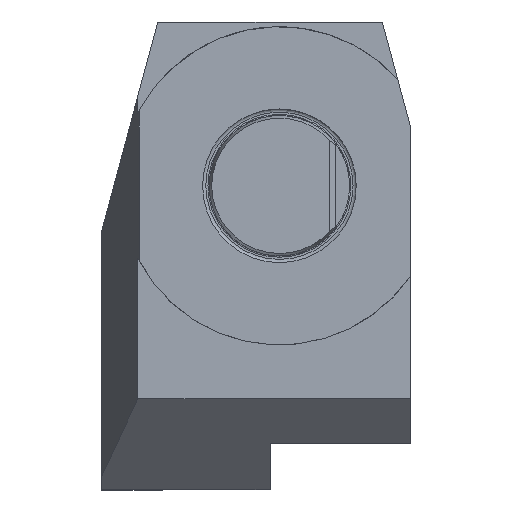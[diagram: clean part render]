
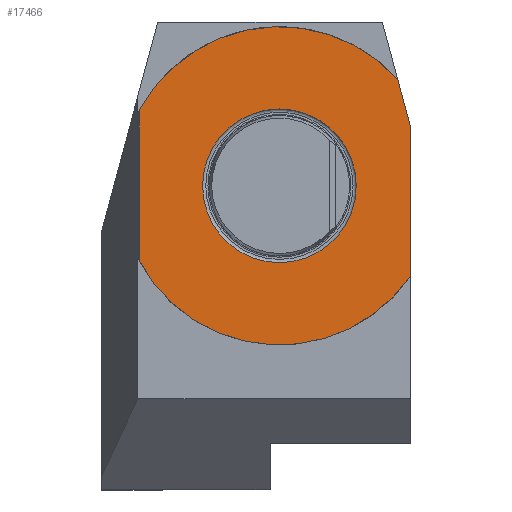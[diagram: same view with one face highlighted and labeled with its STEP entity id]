
A CAD part, front view. The second image highlights one B-rep face of the part: STEP entity #17466.
In plain terms, the highlighted planar face has unit normal (0, -1, 0).
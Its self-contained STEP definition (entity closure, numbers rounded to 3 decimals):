
#566 = EDGE_LOOP ( 'NONE', ( #6279, #7484, #7467, #3195, #8177 ) ) ;
#1739 = CARTESIAN_POINT ( 'NONE',  ( -30., 0., 16. ) ) ;
#1877 = DIRECTION ( 'NONE',  ( 0., 0., 1. ) ) ;
#2166 = AXIS2_PLACEMENT_3D ( 'NONE', #7853, #14997, #10857 ) ;
#2625 = CARTESIAN_POINT ( 'NONE',  ( 28.168, 0., 11.982 ) ) ;
#3195 = ORIENTED_EDGE ( 'NONE', *, *, #4954, .T. ) ;
#3199 = VERTEX_POINT ( 'NONE', #11916 ) ;
#3285 = ORIENTED_EDGE ( 'NONE', *, *, #3747, .F. ) ;
#3453 = DIRECTION ( 'NONE',  ( 0., 1., 0. ) ) ;
#3542 = CARTESIAN_POINT ( 'NONE',  ( -30., 0., -65. ) ) ;
#3747 = EDGE_CURVE ( 'NONE', #3199, #3199, #11144, .T. ) ;
#3924 = EDGE_CURVE ( 'NONE', #4894, #11911, #17027, .T. ) ;
#4628 = DIRECTION ( 'NONE',  ( -1., 0., 0. ) ) ;
#4642 = DIRECTION ( 'NONE',  ( -1., 0., 0. ) ) ;
#4894 = VERTEX_POINT ( 'NONE', #1739 ) ;
#4954 = EDGE_CURVE ( 'NONE', #12135, #11911, #11255, .T. ) ;
#5167 = CARTESIAN_POINT ( 'NONE',  ( -16.55, 0., 0. ) ) ;
#6097 = CARTESIAN_POINT ( 'NONE',  ( 0., 0., 0. ) ) ;
#6279 = ORIENTED_EDGE ( 'NONE', *, *, #13104, .F. ) ;
#6560 = CARTESIAN_POINT ( 'NONE',  ( 28., 0., -19.287 ) ) ;
#6710 = LINE ( 'NONE', #12599, #8196 ) ;
#7467 = ORIENTED_EDGE ( 'NONE', *, *, #15950, .T. ) ;
#7484 = ORIENTED_EDGE ( 'NONE', *, *, #18757, .F. ) ;
#7492 = AXIS2_PLACEMENT_3D ( 'NONE', #5167, #13976, #12223 ) ;
#7668 = VERTEX_POINT ( 'NONE', #16244 ) ;
#7853 = CARTESIAN_POINT ( 'NONE',  ( 0., 0., 0. ) ) ;
#7908 = LINE ( 'NONE', #3542, #15583 ) ;
#7983 = FACE_OUTER_BOUND ( 'NONE', #566, .T. ) ;
#8177 = ORIENTED_EDGE ( 'NONE', *, *, #3924, .F. ) ;
#8196 = VECTOR ( 'NONE', #16664, 1000. ) ;
#8437 = EDGE_LOOP ( 'NONE', ( #3285 ) ) ;
#9036 = AXIS2_PLACEMENT_3D ( 'NONE', #9306, #3453, #4628 ) ;
#9306 = CARTESIAN_POINT ( 'NONE',  ( 0., 0., 0. ) ) ;
#10246 = AXIS2_PLACEMENT_3D ( 'NONE', #6097, #17886, #4642 ) ;
#10857 = DIRECTION ( 'NONE',  ( 1., 0., 0. ) ) ;
#11144 = CIRCLE ( 'NONE', #2166, 16.419 ) ;
#11255 = LINE ( 'NONE', #2625, #12677 ) ;
#11911 = VERTEX_POINT ( 'NONE', #13086 ) ;
#11916 = CARTESIAN_POINT ( 'NONE',  ( 16.419, 0., 0. ) ) ;
#12135 = VERTEX_POINT ( 'NONE', #15484 ) ;
#12223 = DIRECTION ( 'NONE',  ( 1., 0., 0. ) ) ;
#12599 = CARTESIAN_POINT ( 'NONE',  ( 28., 0., 0. ) ) ;
#12677 = VECTOR ( 'NONE', #15695, 1000. ) ;
#13086 = CARTESIAN_POINT ( 'NONE',  ( 25.289, 0., 22.726 ) ) ;
#13104 = EDGE_CURVE ( 'NONE', #7668, #4894, #7908, .T. ) ;
#13602 = CIRCLE ( 'NONE', #9036, 34. ) ;
#13976 = DIRECTION ( 'NONE',  ( 0., -1., 0. ) ) ;
#14697 = VERTEX_POINT ( 'NONE', #6560 ) ;
#14997 = DIRECTION ( 'NONE',  ( 0., -1., 0. ) ) ;
#15314 = FACE_BOUND ( 'NONE', #8437, .T. ) ;
#15484 = CARTESIAN_POINT ( 'NONE',  ( 28., 0., 12.608 ) ) ;
#15583 = VECTOR ( 'NONE', #1877, 1000. ) ;
#15695 = DIRECTION ( 'NONE',  ( -0.259, 0., 0.966 ) ) ;
#15950 = EDGE_CURVE ( 'NONE', #14697, #12135, #6710, .T. ) ;
#16244 = CARTESIAN_POINT ( 'NONE',  ( -30., 0., -16. ) ) ;
#16664 = DIRECTION ( 'NONE',  ( 0., 0., 1. ) ) ;
#17027 = CIRCLE ( 'NONE', #10246, 34. ) ;
#17466 = ADVANCED_FACE ( 'Defeature completata1_4', ( #7983, #15314 ), #18436, .T. ) ;
#17886 = DIRECTION ( 'NONE',  ( 0., 1., 0. ) ) ;
#18436 = PLANE ( 'NONE',  #7492 ) ;
#18757 = EDGE_CURVE ( 'NONE', #14697, #7668, #13602, .T. ) ;
